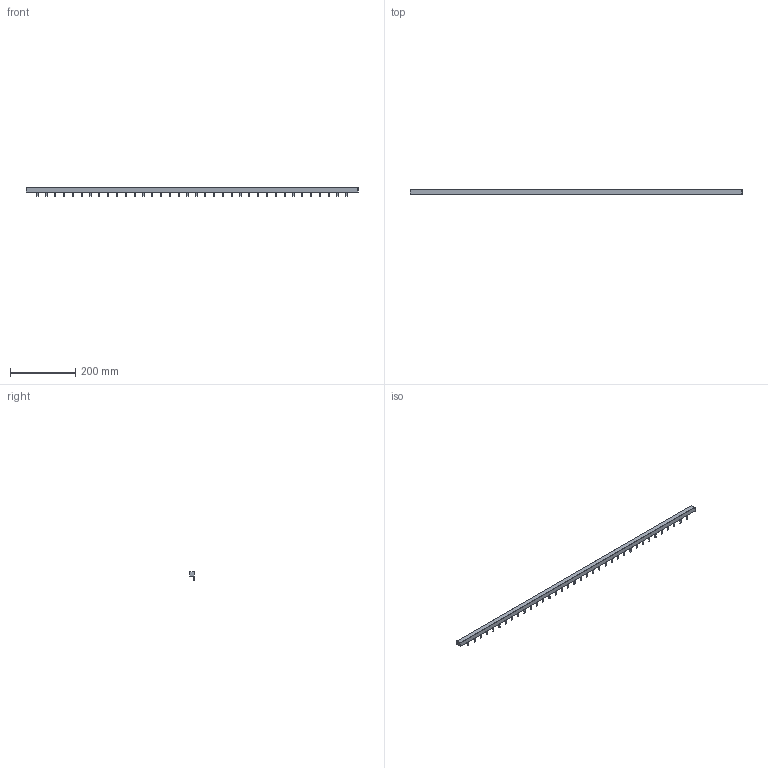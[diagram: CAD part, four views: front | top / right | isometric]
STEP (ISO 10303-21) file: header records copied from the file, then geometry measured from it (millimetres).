
FILE_DESCRIPTION(('CATIA V5 STEP Exchange','CAx-IF Rec.Pracs.--- Model Styling and Organization---1.4--- 2014-01-23'),'2;1');
FILE_NAME ('D1521731_1_2658670000_2658670000.stp','2023-12-12T11:26:53+00:00',('none'),('Weidmueller'),'CATIA Version 5-6 Release 2016 SP3 HF44','CATIA V5 STEP AP214','none');
FILE_SCHEMA(('AUTOMOTIVE_DESIGN { 1 0 10303 214 1 1 1 1 }'));
Length unit declared in the file: millimetre
Products named in the file (1): 2658670000
Bounding box: 1016 x 15 x 27.5 mm (x, y, z)
Volume: 224101.1 mm3; surface area: 66629.8 mm2
Topology: 37 solids, 37 shells, 494 faces, 1244 edges, 816 vertices
Faces by surface type: plane 306, cylinder 180, sphere 8
Entity records: 15465 total; most frequent: CARTESIAN_POINT 4097, ORIENTED_EDGE 2472, DIRECTION 1988, EDGE_CURVE 1236, VECTOR 828, LINE 828, VERTEX_POINT 816, AXIS2_PLACEMENT_3D 701
